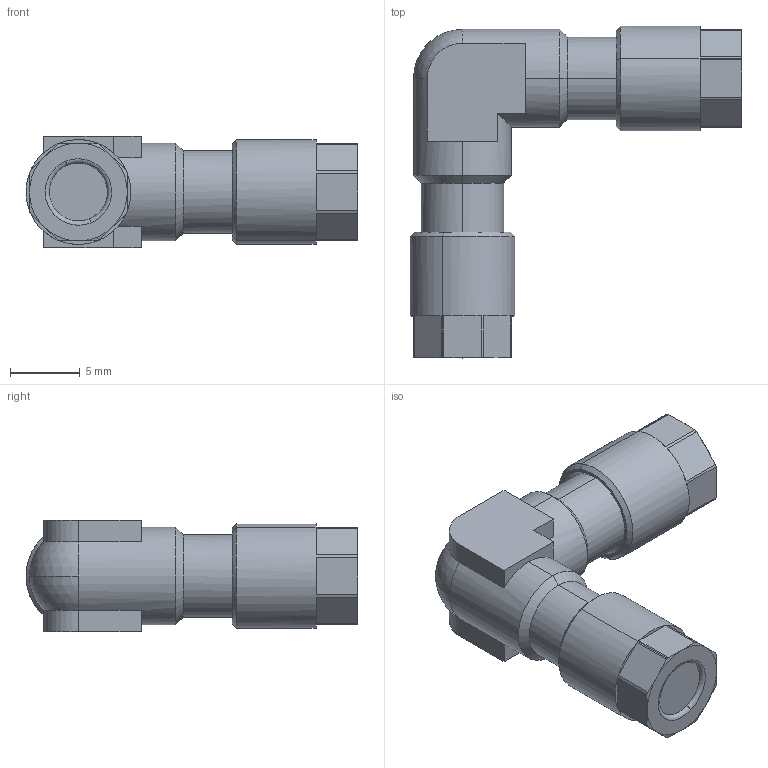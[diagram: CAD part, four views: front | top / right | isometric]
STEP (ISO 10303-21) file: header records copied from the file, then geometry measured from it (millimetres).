
FILE_DESCRIPTION (( 'STEP AP214' ), '1' );
FILE_NAME ('0113000001.step', '2012-09-28T13:24:21', ( '' ), ( '' ), 'SwSTEP 2.0', 'SolidWorks 2012', '' );
FILE_SCHEMA (( 'AUTOMOTIVE_DESIGN' ));
Length unit declared in the file: millimetre
Products named in the file (1): 0113000001
Bounding box: 23.75 x 23.75 x 8 mm (x, y, z)
Volume: 1580.1 mm3; surface area: 1072.8 mm2
Topology: 1 solids, 1 shells, 104 faces, 256 edges, 158 vertices
Faces by surface type: plane 52, cone 30, cylinder 16, torus 4, sphere 2
Entity records: 4279 total; most frequent: CARTESIAN_POINT 618, DIRECTION 546, ORIENTED_EDGE 512, EDGE_CURVE 256, AXIS2_PLACEMENT_3D 218, VERTEX_POINT 158, CIRCLE 113, VECTOR 110
